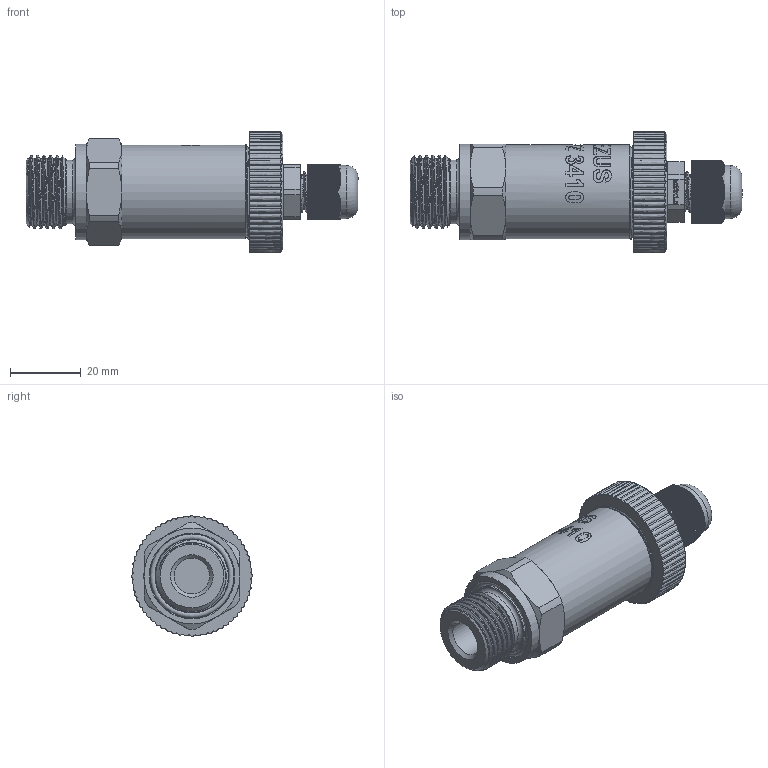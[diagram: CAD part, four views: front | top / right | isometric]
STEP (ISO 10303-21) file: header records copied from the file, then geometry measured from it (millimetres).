
FILE_DESCRIPTION(/* description */ (''),/* implementation_level */ '2;1');
FILE_NAME(/* name */ 'APZ3410_13_CableGland.step',/* time_stamp */ '2021-06-17T12:40:39+03:00',/* author */ (''),/* organization */ (''),/* preprocessor_version */ 'ST-DEVELOPER v18.1',/* originating_system */ 'Autodesk Translation Framework v10.9.0.1377',/* authorisation */ '');
FILE_SCHEMA (('AUTOMOTIVE_DESIGN { 1 0 10303 214 3 1 1 }'));
Products named in the file (9): APZ3410_x_y; OMAL nut M27x1.5 v8; Ш100.000.001 v4; M12x1.5 Cable gland v4; Cable gland; Rubber gasket; M12 Domed nut; Shell; G 1/2 DIN OPEN PORT PVC PVDF
Assembly tree (8 placements, depth 3):
  APZ3410_x_y
    OMAL nut M27x1.5 v8
    Ш100.000.001 v4
    M12x1.5 Cable gland v4
      Cable gland
      Rubber gasket
      M12 Domed nut
    Shell
    G 1/2 DIN OPEN PORT PVC PVDF
Bounding box: 93.62 x 34 x 34 mm (x, y, z)
Volume: 42303.9 mm3; surface area: 25245.6 mm2
Topology: 8 solids, 8 shells, 2738 faces, 8012 edges, 5337 vertices
Faces by surface type: plane 1490, cylinder 808, bspline 394, cone 33, torus 12, sphere 1
Full cylindrical faces by diameter (mm): 1 x6, 7.5 x1, 8 x1, 9.976 x5, 10 x7, 10.376 x4, 10.526 x3, 11.6 x4, 12 x5, 12.203 x3, 12.6 x1, 15 x1, 17 x1, 18 x1, 18.631 x5, 20.5 x1, 21.4 x2, 22.3 x1, 22.4 x2, 23.7 x1, 24.035 x6, 24.5 x1, 24.884 x4, 25.132 x4, 25.157 x6, 25.2 x2, 25.5 x2, 25.526 x4, 26.5 x1, 26.85 x3
Entity records: 122504 total; most frequent: CARTESIAN_POINT 52993, ORIENTED_EDGE 16024, DIRECTION 12552, EDGE_CURVE 8012, VERTEX_POINT 5337, LINE 4298, VECTOR 4298, AXIS2_PLACEMENT_3D 4127
